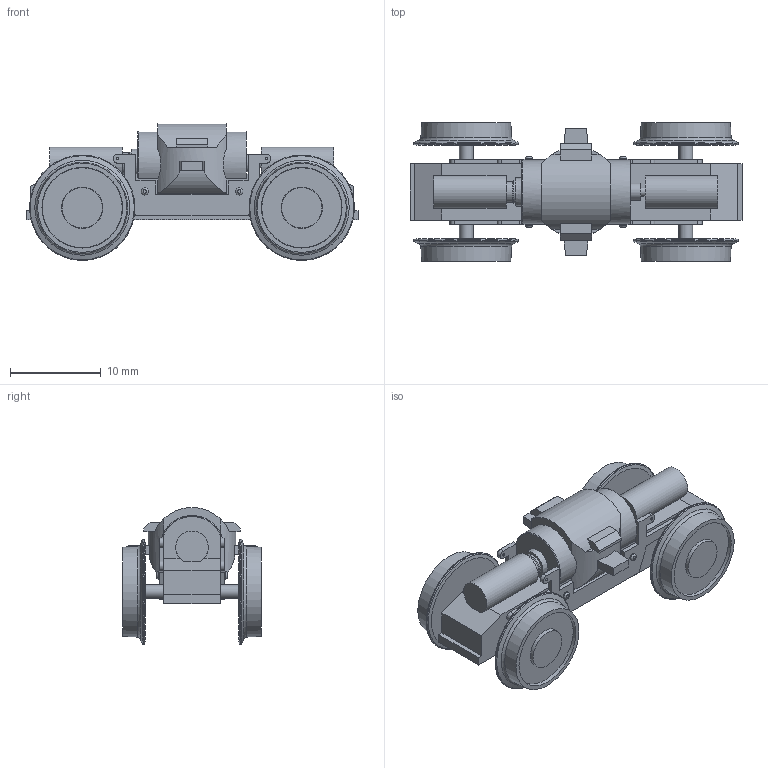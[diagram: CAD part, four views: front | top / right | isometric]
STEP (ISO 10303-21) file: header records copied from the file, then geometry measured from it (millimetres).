
FILE_DESCRIPTION( ( 'Unknown' ), '1' );
FILE_NAME( '2100 - 24,2 - H0m 10.stp', 'Unknown', ( 'Unknown' ), ( 'Unknown' ), 'XStep 1.0', 'Unknown', ' ' );
FILE_SCHEMA( ( 'automotive_design' ) );
Length unit declared in the file: millimetre
Products named in the file (1): 1
Bounding box: 36.6 x 15.3 x 15.1 mm (x, y, z)
Surface area: 2564.8 mm2 (no closed solid volume)
Topology: 0 solids, 196 shells, 196 faces, 908 edges, 852 vertices
Faces by surface type: plane 119, cylinder 38, cone 22, torus 17
Full cylindrical faces by diameter (mm): 0.3 x4, 0.8 x4, 1.006 x1, 1.5 x4, 1.9 x1, 2.3 x1, 11.624 x4
Entity records: 10578 total; most frequent: CARTESIAN_POINT 2175, DIRECTION 1464, ORIENTED_EDGE 846, EDGE_CURVE 846, VERTEX_POINT 846, LINE 538, VECTOR 538, AXIS2_PLACEMENT_3D 463
